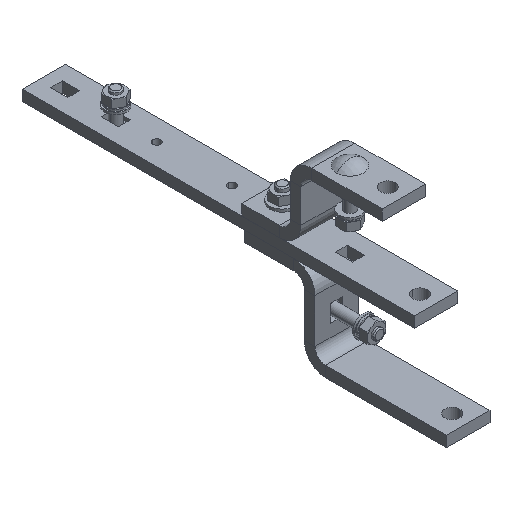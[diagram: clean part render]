
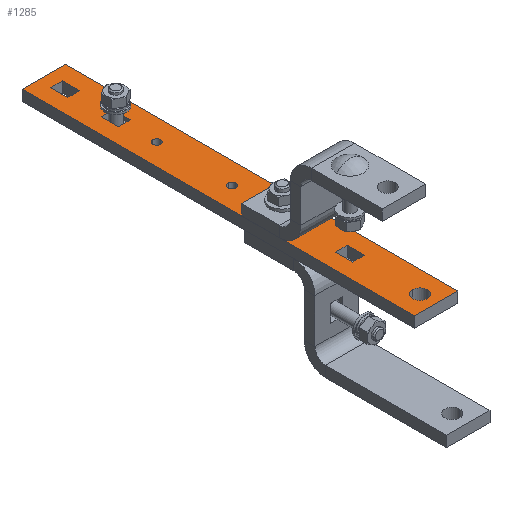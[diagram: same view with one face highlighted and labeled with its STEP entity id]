
A CAD part, isometric view. The second image highlights one B-rep face of the part: STEP entity #1285.
In plain terms, the highlighted planar face has unit normal (0, 0, 1).
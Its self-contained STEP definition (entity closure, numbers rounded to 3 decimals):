
#1285=ADVANCED_FACE('',(#2307,#2308,#2309,#2310,#2311,#2312,#2313,#2314),#2315,.F.);
#2307=FACE_OUTER_BOUND('',#3245,.T.);
#2308=FACE_BOUND('',#3246,.T.);
#2309=FACE_BOUND('',#3247,.T.);
#2310=FACE_BOUND('',#3248,.T.);
#2311=FACE_BOUND('',#3249,.T.);
#2312=FACE_BOUND('',#3250,.T.);
#2313=FACE_BOUND('',#3251,.T.);
#2314=FACE_BOUND('',#3252,.T.);
#2315=PLANE('',#3253);
#3245=EDGE_LOOP('',(#5525,#5526,#5527,#5528));
#3246=EDGE_LOOP('',(#5529,#5530));
#3247=EDGE_LOOP('',(#5531,#5532));
#3248=EDGE_LOOP('',(#5533,#5534,#5535,#5536));
#3249=EDGE_LOOP('',(#5537,#5538));
#3250=EDGE_LOOP('',(#5539,#5540,#5541,#5542));
#3251=EDGE_LOOP('',(#5543,#5544,#5545,#5546));
#3252=EDGE_LOOP('',(#5547,#5548,#5549,#5550));
#3253=AXIS2_PLACEMENT_3D('',#5551,#5552,#5553);
#5525=ORIENTED_EDGE('',*,*,#6598,.T.);
#5526=ORIENTED_EDGE('',*,*,#6599,.F.);
#5527=ORIENTED_EDGE('',*,*,#6600,.F.);
#5528=ORIENTED_EDGE('',*,*,#6601,.T.);
#5529=ORIENTED_EDGE('',*,*,#6589,.F.);
#5530=ORIENTED_EDGE('',*,*,#6587,.F.);
#5531=ORIENTED_EDGE('',*,*,#6592,.F.);
#5532=ORIENTED_EDGE('',*,*,#6582,.F.);
#5533=ORIENTED_EDGE('',*,*,#6602,.F.);
#5534=ORIENTED_EDGE('',*,*,#6603,.F.);
#5535=ORIENTED_EDGE('',*,*,#6604,.F.);
#5536=ORIENTED_EDGE('',*,*,#6605,.F.);
#5537=ORIENTED_EDGE('',*,*,#6595,.F.);
#5538=ORIENTED_EDGE('',*,*,#6577,.F.);
#5539=ORIENTED_EDGE('',*,*,#6606,.F.);
#5540=ORIENTED_EDGE('',*,*,#6607,.F.);
#5541=ORIENTED_EDGE('',*,*,#6608,.F.);
#5542=ORIENTED_EDGE('',*,*,#6609,.F.);
#5543=ORIENTED_EDGE('',*,*,#6610,.F.);
#5544=ORIENTED_EDGE('',*,*,#6611,.F.);
#5545=ORIENTED_EDGE('',*,*,#6612,.F.);
#5546=ORIENTED_EDGE('',*,*,#6613,.F.);
#5547=ORIENTED_EDGE('',*,*,#6614,.F.);
#5548=ORIENTED_EDGE('',*,*,#6615,.F.);
#5549=ORIENTED_EDGE('',*,*,#6616,.F.);
#5550=ORIENTED_EDGE('',*,*,#6617,.F.);
#5551=CARTESIAN_POINT('',(40.0,394.5,91.0));
#5552=DIRECTION('',(0.,0.,-1.0));
#5553=DIRECTION('',(0.,1.0,0.));
#6577=EDGE_CURVE('',#7857,#7853,#7859,.T.);
#6582=EDGE_CURVE('',#7866,#7862,#7868,.T.);
#6587=EDGE_CURVE('',#7875,#7871,#7877,.T.);
#6589=EDGE_CURVE('',#7871,#7875,#7879,.T.);
#6592=EDGE_CURVE('',#7862,#7866,#7882,.T.);
#6595=EDGE_CURVE('',#7853,#7857,#7885,.T.);
#6598=EDGE_CURVE('',#7888,#7889,#7890,.T.);
#6599=EDGE_CURVE('',#7891,#7889,#7892,.T.);
#6600=EDGE_CURVE('',#7893,#7891,#7894,.T.);
#6601=EDGE_CURVE('',#7893,#7888,#7895,.T.);
#6602=EDGE_CURVE('',#7896,#7897,#7898,.T.);
#6603=EDGE_CURVE('',#7899,#7896,#7900,.T.);
#6604=EDGE_CURVE('',#7901,#7899,#7902,.T.);
#6605=EDGE_CURVE('',#7897,#7901,#7903,.T.);
#6606=EDGE_CURVE('',#7904,#7905,#7906,.T.);
#6607=EDGE_CURVE('',#7907,#7904,#7908,.T.);
#6608=EDGE_CURVE('',#7909,#7907,#7910,.T.);
#6609=EDGE_CURVE('',#7905,#7909,#7911,.T.);
#6610=EDGE_CURVE('',#7912,#7913,#7914,.T.);
#6611=EDGE_CURVE('',#7915,#7912,#7916,.T.);
#6612=EDGE_CURVE('',#7917,#7915,#7918,.T.);
#6613=EDGE_CURVE('',#7913,#7917,#7919,.T.);
#6614=EDGE_CURVE('',#7920,#7921,#7922,.T.);
#6615=EDGE_CURVE('',#7923,#7920,#7924,.T.);
#6616=EDGE_CURVE('',#7925,#7923,#7926,.T.);
#6617=EDGE_CURVE('',#7921,#7925,#7927,.T.);
#7853=VERTEX_POINT('',#10025);
#7857=VERTEX_POINT('',#10030);
#7859=CIRCLE('',#10033,7.);
#7862=VERTEX_POINT('',#10036);
#7866=VERTEX_POINT('',#10041);
#7868=CIRCLE('',#10044,3.7);
#7871=VERTEX_POINT('',#10047);
#7875=VERTEX_POINT('',#10052);
#7877=CIRCLE('',#10055,3.7);
#7879=CIRCLE('',#10057,3.7);
#7882=CIRCLE('',#10060,3.7);
#7885=CIRCLE('',#10063,7.);
#7888=VERTEX_POINT('',#10066);
#7889=VERTEX_POINT('',#10067);
#7890=LINE('',#10068,#10069);
#7891=VERTEX_POINT('',#10070);
#7892=LINE('',#10071,#10072);
#7893=VERTEX_POINT('',#10073);
#7894=LINE('',#10074,#10075);
#7895=LINE('',#10076,#10077);
#7896=VERTEX_POINT('',#10078);
#7897=VERTEX_POINT('',#10079);
#7898=LINE('',#10080,#10081);
#7899=VERTEX_POINT('',#10082);
#7900=LINE('',#10083,#10084);
#7901=VERTEX_POINT('',#10085);
#7902=LINE('',#10086,#10087);
#7903=LINE('',#10088,#10089);
#7904=VERTEX_POINT('',#10090);
#7905=VERTEX_POINT('',#10091);
#7906=LINE('',#10092,#10093);
#7907=VERTEX_POINT('',#10094);
#7908=LINE('',#10095,#10096);
#7909=VERTEX_POINT('',#10097);
#7910=LINE('',#10098,#10099);
#7911=LINE('',#10100,#10101);
#7912=VERTEX_POINT('',#10102);
#7913=VERTEX_POINT('',#10103);
#7914=LINE('',#10104,#10105);
#7915=VERTEX_POINT('',#10106);
#7916=LINE('',#10107,#10108);
#7917=VERTEX_POINT('',#10109);
#7918=LINE('',#10110,#10111);
#7919=LINE('',#10112,#10113);
#7920=VERTEX_POINT('',#10114);
#7921=VERTEX_POINT('',#10115);
#7922=LINE('',#10116,#10117);
#7923=VERTEX_POINT('',#10118);
#7924=LINE('',#10119,#10120);
#7925=VERTEX_POINT('',#10121);
#7926=LINE('',#10122,#10123);
#7927=LINE('',#10124,#10125);
#10025=CARTESIAN_POINT('',(20.0,52.0,91.0));
#10030=CARTESIAN_POINT('',(20.0,38.0,91.0));
#10033=AXIS2_PLACEMENT_3D('',#11143,#11144,#11145);
#10036=CARTESIAN_POINT('',(20.0,293.2,91.0));
#10041=CARTESIAN_POINT('',(20.0,285.8,91.0));
#10044=AXIS2_PLACEMENT_3D('',#11151,#11152,#11153);
#10047=CARTESIAN_POINT('',(20.0,223.2,91.0));
#10052=CARTESIAN_POINT('',(20.0,215.8,91.0));
#10055=AXIS2_PLACEMENT_3D('',#11159,#11160,#11161);
#10057=AXIS2_PLACEMENT_3D('',#11162,#11163,#11164);
#10060=AXIS2_PLACEMENT_3D('',#11168,#11169,#11170);
#10063=AXIS2_PLACEMENT_3D('',#11174,#11175,#11176);
#10066=CARTESIAN_POINT('',(0.0,394.5,91.0));
#10067=CARTESIAN_POINT('',(0.,30.0,91.0));
#10068=CARTESIAN_POINT('',(0.0,394.5,91.0));
#10069=VECTOR('',#11180,1000.0);
#10070=CARTESIAN_POINT('',(40.0,30.0,91.0));
#10071=CARTESIAN_POINT('',(40.0,30.0,91.0));
#10072=VECTOR('',#11181,1000.0);
#10073=CARTESIAN_POINT('',(40.0,394.5,91.0));
#10074=CARTESIAN_POINT('',(40.0,394.5,91.0));
#10075=VECTOR('',#11182,1000.0);
#10076=CARTESIAN_POINT('',(40.0,394.5,91.0));
#10077=VECTOR('',#11183,1000.0);
#10078=CARTESIAN_POINT('',(14.5,118.0,91.0));
#10079=CARTESIAN_POINT('',(14.5,102.0,91.0));
#10080=CARTESIAN_POINT('',(14.5,102.0,91.0));
#10081=VECTOR('',#11184,1000.0);
#10082=CARTESIAN_POINT('',(25.5,118.0,91.0));
#10083=CARTESIAN_POINT('',(25.5,118.0,91.0));
#10084=VECTOR('',#11185,1000.0);
#10085=CARTESIAN_POINT('',(25.5,102.0,91.0));
#10086=CARTESIAN_POINT('',(25.5,102.0,91.0));
#10087=VECTOR('',#11186,1000.0);
#10088=CARTESIAN_POINT('',(25.5,102.0,91.0));
#10089=VECTOR('',#11187,1000.0);
#10090=CARTESIAN_POINT('',(14.5,181.0,91.0));
#10091=CARTESIAN_POINT('',(14.5,165.0,91.0));
#10092=CARTESIAN_POINT('',(14.5,165.0,91.0));
#10093=VECTOR('',#11188,1000.0);
#10094=CARTESIAN_POINT('',(25.5,181.0,91.0));
#10095=CARTESIAN_POINT('',(25.5,181.0,91.0));
#10096=VECTOR('',#11189,1000.0);
#10097=CARTESIAN_POINT('',(25.5,165.0,91.0));
#10098=CARTESIAN_POINT('',(25.5,165.0,91.0));
#10099=VECTOR('',#11190,1000.0);
#10100=CARTESIAN_POINT('',(25.5,165.0,91.0));
#10101=VECTOR('',#11191,1000.0);
#10102=CARTESIAN_POINT('',(14.5,382.5,91.0));
#10103=CARTESIAN_POINT('',(14.5,366.5,91.0));
#10104=CARTESIAN_POINT('',(14.5,366.5,91.0));
#10105=VECTOR('',#11192,1000.0);
#10106=CARTESIAN_POINT('',(25.5,382.5,91.0));
#10107=CARTESIAN_POINT('',(25.5,382.5,91.0));
#10108=VECTOR('',#11193,1000.0);
#10109=CARTESIAN_POINT('',(25.5,366.5,91.0));
#10110=CARTESIAN_POINT('',(25.5,366.5,91.0));
#10111=VECTOR('',#11194,1000.0);
#10112=CARTESIAN_POINT('',(25.5,366.5,91.0));
#10113=VECTOR('',#11195,1000.0);
#10114=CARTESIAN_POINT('',(14.5,335.5,91.0));
#10115=CARTESIAN_POINT('',(14.5,319.5,91.0));
#10116=CARTESIAN_POINT('',(14.5,319.5,91.0));
#10117=VECTOR('',#11196,1000.0);
#10118=CARTESIAN_POINT('',(25.5,335.5,91.0));
#10119=CARTESIAN_POINT('',(25.5,335.5,91.0));
#10120=VECTOR('',#11197,1000.0);
#10121=CARTESIAN_POINT('',(25.5,319.5,91.0));
#10122=CARTESIAN_POINT('',(25.5,319.5,91.0));
#10123=VECTOR('',#11198,1000.0);
#10124=CARTESIAN_POINT('',(25.5,319.5,91.0));
#10125=VECTOR('',#11199,1000.0);
#11143=CARTESIAN_POINT('',(20.0,45.0,91.0));
#11144=DIRECTION('',(0.,0.,1.0));
#11145=DIRECTION('',(0.,1.0,0.));
#11151=CARTESIAN_POINT('',(20.0,289.5,91.0));
#11152=DIRECTION('',(0.,0.,1.0));
#11153=DIRECTION('',(0.,1.0,0.));
#11159=CARTESIAN_POINT('',(20.0,219.5,91.0));
#11160=DIRECTION('',(0.,0.,1.0));
#11161=DIRECTION('',(0.,1.0,0.));
#11162=CARTESIAN_POINT('',(20.0,219.5,91.0));
#11163=DIRECTION('',(0.,0.,1.0));
#11164=DIRECTION('',(0.,1.0,0.));
#11168=CARTESIAN_POINT('',(20.0,289.5,91.0));
#11169=DIRECTION('',(0.,0.,1.0));
#11170=DIRECTION('',(0.,1.0,0.));
#11174=CARTESIAN_POINT('',(20.0,45.0,91.0));
#11175=DIRECTION('',(0.,0.,1.0));
#11176=DIRECTION('',(0.,1.0,0.));
#11180=DIRECTION('',(0.,-1.0,0.));
#11181=DIRECTION('',(-1.0,0.,0.));
#11182=DIRECTION('',(0.,-1.0,0.));
#11183=DIRECTION('',(-1.0,0.,0.));
#11184=DIRECTION('',(0.,-1.0,0.));
#11185=DIRECTION('',(-1.0,0.,0.));
#11186=DIRECTION('',(0.,1.0,0.));
#11187=DIRECTION('',(1.0,0.,0.));
#11188=DIRECTION('',(0.,-1.0,0.));
#11189=DIRECTION('',(-1.0,0.,0.));
#11190=DIRECTION('',(0.,1.0,0.));
#11191=DIRECTION('',(1.0,0.,0.));
#11192=DIRECTION('',(0.,-1.0,0.));
#11193=DIRECTION('',(-1.0,0.,0.));
#11194=DIRECTION('',(0.,1.0,0.));
#11195=DIRECTION('',(1.0,0.,0.));
#11196=DIRECTION('',(0.,-1.0,0.));
#11197=DIRECTION('',(-1.0,0.,0.));
#11198=DIRECTION('',(0.,1.0,0.));
#11199=DIRECTION('',(1.0,0.,0.));
